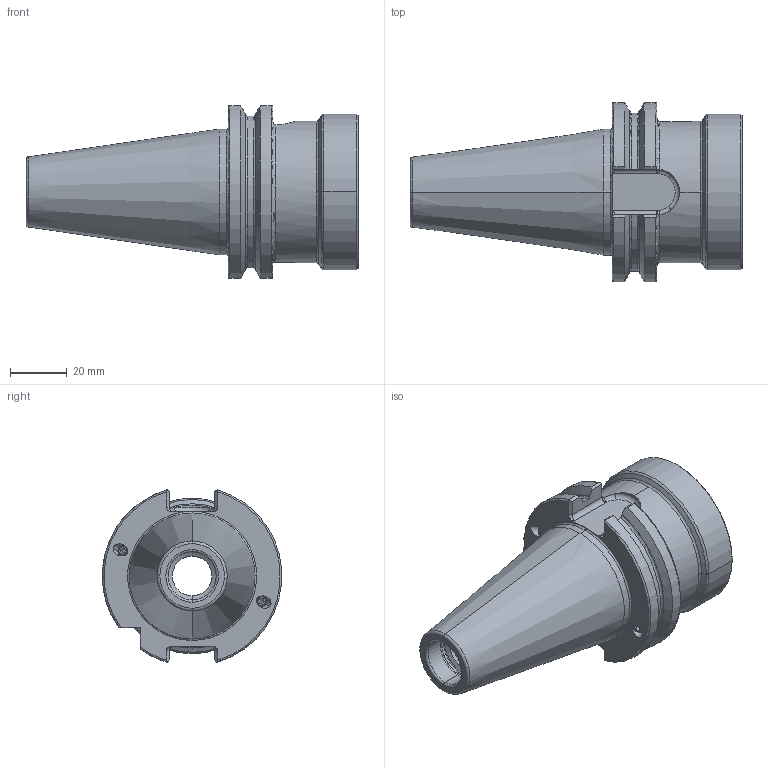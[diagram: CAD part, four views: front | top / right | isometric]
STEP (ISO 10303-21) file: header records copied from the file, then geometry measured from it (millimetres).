
FILE_DESCRIPTION (( 'STEP AP203' ), '1' );
FILE_NAME ('100.415.551C.STEP', '2018-03-12T11:28:48', ( 'SWIAdmin' ), ( 'Hewlett-Packard Company' ), 'SwSTEP 2.0', 'SolidWorks 2017', '' );
FILE_SCHEMA (( 'CONFIG_CONTROL_DESIGN' ));
Length unit declared in the file: millimetre
Products named in the file (4): KVT_MB_600_040; 100.415.551C; SB4-CA5.K01.049_B; ISO 4026 - M4 x 3_PreviewCfg
Assembly tree (5 placements, depth 2):
  100.415.551C
    SB4-CA5.K01.049_B
    ISO 4026 - M4 x 3_PreviewCfg  x2
    KVT_MB_600_040  x2
Bounding box: 117.35 x 63.37 x 60.94 mm (x, y, z)
Volume: 130488.2 mm3; surface area: 30371.4 mm2
Topology: 7 solids, 7 shells, 263 faces, 627 edges, 372 vertices
Faces by surface type: cone 90, cylinder 73, plane 57, torus 35, bspline 4, sphere 4
Entity records: 7224 total; most frequent: CARTESIAN_POINT 1809, DIRECTION 1065, ORIENTED_EDGE 1042, EDGE_CURVE 521, AXIS2_PLACEMENT_3D 430, VERTEX_POINT 313, EDGE_LOOP 226, FACE_OUTER_BOUND 216
